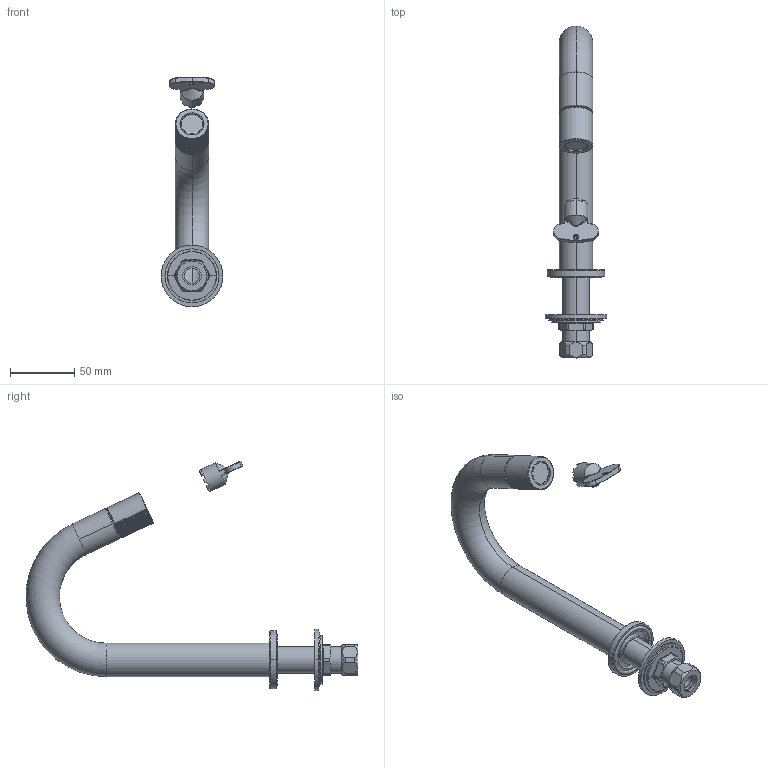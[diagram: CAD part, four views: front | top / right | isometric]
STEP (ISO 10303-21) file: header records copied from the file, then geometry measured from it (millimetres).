
FILE_DESCRIPTION((''),'2;1');
FILE_NAME('9L620300CP_ASM','2023-05-04T09:13:03',('baogou.li'),(''),'CREO PARAMETRIC BY PTC INC, 2019344','CREO PARAMETRIC BY PTC INC, 2019344','');
FILE_SCHEMA(('CONFIG_CONTROL_DESIGN'));
Length unit declared in the file: millimetre
Products named in the file (19): SPOUT-0227; 10001; 5J0039700NT0-NEW; SFG20230402CP_ASM; SFG20230403CP; 5D8004001NT0; 5T1011200NT0; 5R0R0065PL; SFG20230401CP; 5E0M0037PL; 5T1011300NT0; 5R4R0006PL; 5R4Q0002PL; 5T1C0359NT; 52009341PL; 5T1C0009CC; 5R0014400PL0; 5X0P0022PL; 9L620300CP_ASM
Assembly tree (18 placements, depth 3):
  9L620300CP_ASM
    SFG20230402CP_ASM
      SPOUT-0227
      10001
      5J0039700NT0-NEW
    SFG20230403CP
    5D8004001NT0
    5T1011200NT0
    5R0R0065PL
    SFG20230401CP
    5E0M0037PL
    5T1011300NT0
    5R4R0006PL
    5R4Q0002PL
    5T1C0359NT
    52009341PL
    5T1C0009CC
    5R0014400PL0
    5X0P0022PL
Bounding box: 48 x 257.83 x 178.35 mm (x, y, z)
Volume: 84489.7 mm3; surface area: 97648.8 mm2
Topology: 19 solids, 28 shells, 742 faces, 1876 edges, 1197 vertices
Faces by surface type: plane 328, cylinder 250, cone 72, torus 60, bspline 32
Entity records: 25457 total; most frequent: CARTESIAN_POINT 7205, DIRECTION 3862, ORIENTED_EDGE 3704, EDGE_CURVE 1874, AXIS2_PLACEMENT_3D 1574, VERTEX_POINT 1197, CIRCLE 808, EDGE_LOOP 803
